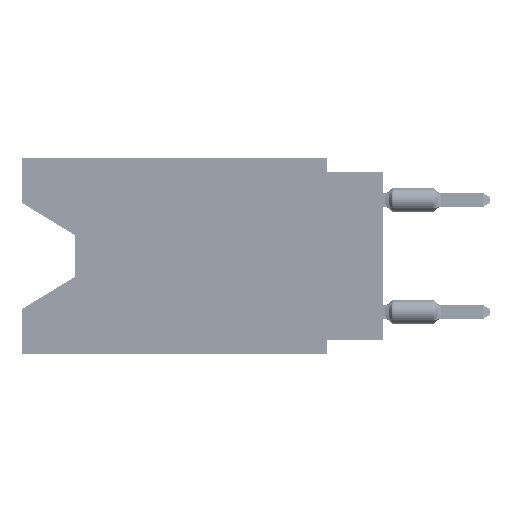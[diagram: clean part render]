
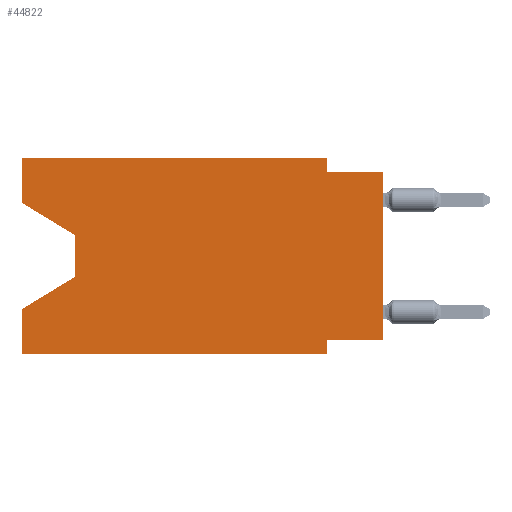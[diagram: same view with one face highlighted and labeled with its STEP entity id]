
A CAD part, left-side view. The second image highlights one B-rep face of the part: STEP entity #44822.
In plain terms, the highlighted planar face has unit normal (-1, 0, 0).
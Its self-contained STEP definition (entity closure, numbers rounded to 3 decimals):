
#635 = CARTESIAN_POINT ( 'NONE',  ( 0., 0., -0.635 ) ) ;
#753 = DIRECTION ( 'NONE',  ( 0., 0., 1. ) ) ;
#1670 = ORIENTED_EDGE ( 'NONE', *, *, #25118, .T. ) ;
#2561 = VERTEX_POINT ( 'NONE', #87019 ) ;
#2656 = LINE ( 'NONE', #72784, #88264 ) ;
#3076 = ORIENTED_EDGE ( 'NONE', *, *, #64910, .T. ) ;
#3723 = VECTOR ( 'NONE', #72713, 1000. ) ;
#3911 = VECTOR ( 'NONE', #22068, 1000. ) ;
#5624 = ORIENTED_EDGE ( 'NONE', *, *, #65768, .T. ) ;
#6792 = LINE ( 'NONE', #78776, #18675 ) ;
#7293 = ORIENTED_EDGE ( 'NONE', *, *, #14609, .T. ) ;
#9414 = ORIENTED_EDGE ( 'NONE', *, *, #83110, .F. ) ;
#12665 = CARTESIAN_POINT ( 'NONE',  ( 0., 16.383, 0. ) ) ;
#13586 = FACE_OUTER_BOUND ( 'NONE', #44995, .T. ) ;
#14023 = EDGE_CURVE ( 'NONE', #29175, #34713, #50010, .T. ) ;
#14039 = CARTESIAN_POINT ( 'NONE',  ( 0., 13.97, -3.505 ) ) ;
#14417 = DIRECTION ( 'NONE',  ( 0., -1., 0. ) ) ;
#14609 = EDGE_CURVE ( 'NONE', #91731, #61661, #2656, .T. ) ;
#15169 = VECTOR ( 'NONE', #50634, 1000. ) ;
#15227 = LINE ( 'NONE', #20023, #3723 ) ;
#16933 = LINE ( 'NONE', #29132, #15169 ) ;
#18058 = CARTESIAN_POINT ( 'NONE',  ( 0., 16.383, 0. ) ) ;
#18675 = VECTOR ( 'NONE', #62879, 1000. ) ;
#19272 = VERTEX_POINT ( 'NONE', #14039 ) ;
#20023 = CARTESIAN_POINT ( 'NONE',  ( 0., 13.97, -3.505 ) ) ;
#20861 = VERTEX_POINT ( 'NONE', #38421 ) ;
#22068 = DIRECTION ( 'NONE',  ( 0., 0., 1. ) ) ;
#24433 = VERTEX_POINT ( 'NONE', #61954 ) ;
#25118 = EDGE_CURVE ( 'NONE', #29175, #60698, #36269, .T. ) ;
#25317 = ORIENTED_EDGE ( 'NONE', *, *, #71340, .T. ) ;
#26331 = CARTESIAN_POINT ( 'NONE',  ( 0., 0., -0.635 ) ) ;
#26780 = DIRECTION ( 'NONE',  ( 0., -1., 0. ) ) ;
#26868 = EDGE_CURVE ( 'NONE', #34713, #61661, #53431, .T. ) ;
#26896 = ORIENTED_EDGE ( 'NONE', *, *, #77205, .F. ) ;
#28968 = DIRECTION ( 'NONE',  ( 0., 1., 0. ) ) ;
#29123 = ORIENTED_EDGE ( 'NONE', *, *, #85489, .F. ) ;
#29132 = CARTESIAN_POINT ( 'NONE',  ( 0., 16.383, -2.038 ) ) ;
#29175 = VERTEX_POINT ( 'NONE', #60415 ) ;
#30285 = ORIENTED_EDGE ( 'NONE', *, *, #14023, .F. ) ;
#30450 = VECTOR ( 'NONE', #88026, 1000. ) ;
#33641 = AXIS2_PLACEMENT_3D ( 'NONE', #12665, #36014, #70635 ) ;
#34713 = VERTEX_POINT ( 'NONE', #67579 ) ;
#36014 = DIRECTION ( 'NONE',  ( 1., 0., 0. ) ) ;
#36269 = LINE ( 'NONE', #87212, #87866 ) ;
#38421 = CARTESIAN_POINT ( 'NONE',  ( 0., 16.383, 0. ) ) ;
#40013 = DIRECTION ( 'NONE',  ( 0., 0., 1. ) ) ;
#40475 = LINE ( 'NONE', #18058, #58214 ) ;
#40539 = ORIENTED_EDGE ( 'NONE', *, *, #69422, .F. ) ;
#41892 = CARTESIAN_POINT ( 'NONE',  ( 0., 16.383, -6.852 ) ) ;
#42404 = VECTOR ( 'NONE', #85603, 1000. ) ;
#43802 = DIRECTION ( 'NONE',  ( 0., -1., 0. ) ) ;
#44038 = CARTESIAN_POINT ( 'NONE',  ( 0., 2.54, -8.89 ) ) ;
#44822 = ADVANCED_FACE ( 'NONE', ( #13586 ), #76731, .F. ) ;
#44995 = EDGE_LOOP ( 'NONE', ( #25317, #3076, #5624, #9414, #7293, #77090, #30285, #1670, #29123, #26896, #71650, #40539 ) ) ;
#49063 = VERTEX_POINT ( 'NONE', #52702 ) ;
#49483 = LINE ( 'NONE', #71441, #88346 ) ;
#50010 = LINE ( 'NONE', #64507, #77722 ) ;
#50398 = VECTOR ( 'NONE', #26780, 1000. ) ;
#50525 = CARTESIAN_POINT ( 'NONE',  ( 0., 13.97, -5.385 ) ) ;
#50634 = DIRECTION ( 'NONE',  ( 0., -0.855, -0.519 ) ) ;
#52702 = CARTESIAN_POINT ( 'NONE',  ( 0., 2.54, -0.635 ) ) ;
#53431 = LINE ( 'NONE', #81032, #30450 ) ;
#56670 = CARTESIAN_POINT ( 'NONE',  ( 0., 16.383, 0. ) ) ;
#56963 = CARTESIAN_POINT ( 'NONE',  ( 0., 16.383, -8.89 ) ) ;
#57611 = LINE ( 'NONE', #56670, #3911 ) ;
#58214 = VECTOR ( 'NONE', #40013, 1000. ) ;
#60415 = CARTESIAN_POINT ( 'NONE',  ( 0., 0., -8.255 ) ) ;
#60698 = VERTEX_POINT ( 'NONE', #635 ) ;
#61395 = LINE ( 'NONE', #26331, #50398 ) ;
#61661 = VERTEX_POINT ( 'NONE', #44038 ) ;
#61795 = VERTEX_POINT ( 'NONE', #89804 ) ;
#61954 = CARTESIAN_POINT ( 'NONE',  ( 0., 13.97, -5.385 ) ) ;
#62879 = DIRECTION ( 'NONE',  ( 0., 0., -1. ) ) ;
#64507 = CARTESIAN_POINT ( 'NONE',  ( 0., 0., -8.255 ) ) ;
#64910 = EDGE_CURVE ( 'NONE', #19272, #24433, #15227, .T. ) ;
#65768 = EDGE_CURVE ( 'NONE', #24433, #88724, #71108, .T. ) ;
#67579 = CARTESIAN_POINT ( 'NONE',  ( 0., 2.54, -8.255 ) ) ;
#69422 = EDGE_CURVE ( 'NONE', #2561, #20861, #40475, .T. ) ;
#70635 = DIRECTION ( 'NONE',  ( 0., 0., -1. ) ) ;
#71108 = LINE ( 'NONE', #50525, #42404 ) ;
#71340 = EDGE_CURVE ( 'NONE', #2561, #19272, #16933, .T. ) ;
#71441 = CARTESIAN_POINT ( 'NONE',  ( 0., 16.383, 0. ) ) ;
#71650 = ORIENTED_EDGE ( 'NONE', *, *, #91736, .F. ) ;
#72713 = DIRECTION ( 'NONE',  ( 0., 0., -1. ) ) ;
#72784 = CARTESIAN_POINT ( 'NONE',  ( 0., 16.383, -8.89 ) ) ;
#76731 = PLANE ( 'NONE',  #33641 ) ;
#77090 = ORIENTED_EDGE ( 'NONE', *, *, #26868, .F. ) ;
#77205 = EDGE_CURVE ( 'NONE', #61795, #49063, #6792, .T. ) ;
#77722 = VECTOR ( 'NONE', #28968, 1000. ) ;
#78776 = CARTESIAN_POINT ( 'NONE',  ( 0., 2.54, 0. ) ) ;
#81032 = CARTESIAN_POINT ( 'NONE',  ( 0., 2.54, -8.89 ) ) ;
#83110 = EDGE_CURVE ( 'NONE', #91731, #88724, #57611, .T. ) ;
#85489 = EDGE_CURVE ( 'NONE', #49063, #60698, #61395, .T. ) ;
#85603 = DIRECTION ( 'NONE',  ( 0., 0.855, -0.519 ) ) ;
#87019 = CARTESIAN_POINT ( 'NONE',  ( 0., 16.383, -2.038 ) ) ;
#87212 = CARTESIAN_POINT ( 'NONE',  ( 0., 0., 0. ) ) ;
#87866 = VECTOR ( 'NONE', #753, 1000. ) ;
#88026 = DIRECTION ( 'NONE',  ( 0., 0., -1. ) ) ;
#88264 = VECTOR ( 'NONE', #43802, 1000. ) ;
#88346 = VECTOR ( 'NONE', #14417, 1000. ) ;
#88724 = VERTEX_POINT ( 'NONE', #41892 ) ;
#89804 = CARTESIAN_POINT ( 'NONE',  ( 0., 2.54, 0. ) ) ;
#91731 = VERTEX_POINT ( 'NONE', #56963 ) ;
#91736 = EDGE_CURVE ( 'NONE', #20861, #61795, #49483, .T. ) ;
